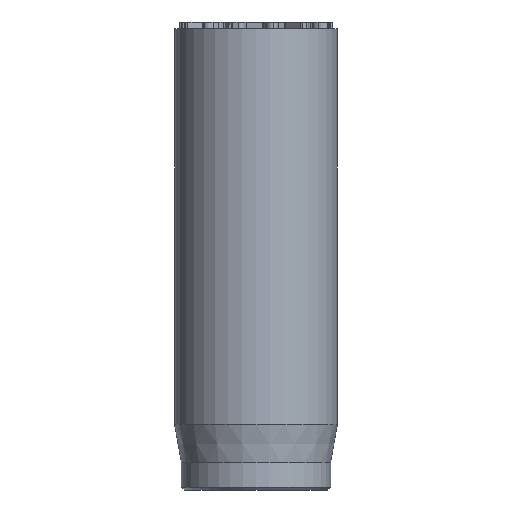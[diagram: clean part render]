
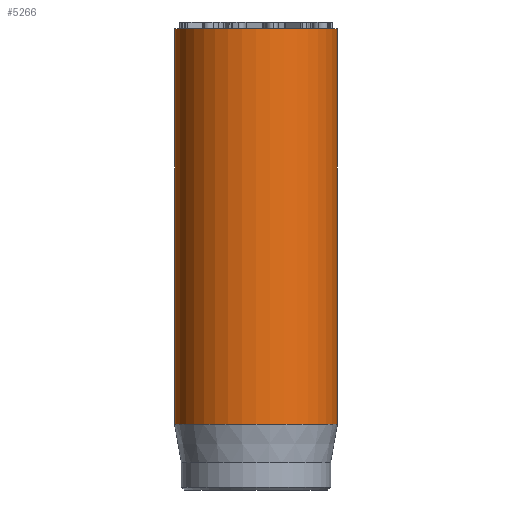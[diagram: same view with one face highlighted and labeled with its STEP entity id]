
A CAD part, front view. The second image highlights one B-rep face of the part: STEP entity #5266.
In plain terms, the highlighted cylindrical face has radius 3 mm (diameter 6 mm), a full revolution.
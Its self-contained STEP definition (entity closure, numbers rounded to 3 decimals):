
#32=CYLINDRICAL_SURFACE('',#5484,3.);
#46=CIRCLE('',#5452,3.);
#62=CIRCLE('',#5482,3.);
#63=CIRCLE('',#5483,3.);
#480=FACE_OUTER_BOUND('',#786,.T.);
#786=EDGE_LOOP('',(#4730,#4731,#4732,#4733,#4734));
#1218=LINE('',#9771,#1658);
#1658=VECTOR('',#6193,3.);
#2464=VERTEX_POINT('',#9711);
#2480=VERTEX_POINT('',#9765);
#2481=VERTEX_POINT('',#9766);
#3215=EDGE_CURVE('',#2464,#2464,#46,.T.);
#3239=EDGE_CURVE('',#2480,#2481,#62,.T.);
#3240=EDGE_CURVE('',#2481,#2480,#63,.T.);
#3242=EDGE_CURVE('',#2464,#2480,#1218,.T.);
#4730=ORIENTED_EDGE('',*,*,#3215,.T.);
#4731=ORIENTED_EDGE('',*,*,#3242,.T.);
#4732=ORIENTED_EDGE('',*,*,#3239,.T.);
#4733=ORIENTED_EDGE('',*,*,#3240,.T.);
#4734=ORIENTED_EDGE('',*,*,#3242,.F.);
#5266=ADVANCED_FACE('',(#480),#32,.T.);
#5452=AXIS2_PLACEMENT_3D('',#9712,#6118,#6119);
#5482=AXIS2_PLACEMENT_3D('',#9767,#6186,#6187);
#5483=AXIS2_PLACEMENT_3D('',#9768,#6188,#6189);
#5484=AXIS2_PLACEMENT_3D('',#9770,#6191,#6192);
#6118=DIRECTION('center_axis',(0.,0.,-1.));
#6119=DIRECTION('ref_axis',(-1.,0.,0.));
#6186=DIRECTION('center_axis',(0.,0.,1.));
#6187=DIRECTION('ref_axis',(-1.,0.,0.));
#6188=DIRECTION('center_axis',(0.,0.,1.));
#6189=DIRECTION('ref_axis',(-1.,0.,0.));
#6191=DIRECTION('center_axis',(0.,0.,1.));
#6192=DIRECTION('ref_axis',(-1.,0.,0.));
#6193=DIRECTION('',(0.,0.,-1.));
#9711=CARTESIAN_POINT('',(3.,0.,17.));
#9712=CARTESIAN_POINT('Origin',(0.,0.,17.));
#9765=CARTESIAN_POINT('',(3.,0.,2.418));
#9766=CARTESIAN_POINT('',(-3.,0.,2.418));
#9767=CARTESIAN_POINT('Origin',(0.,0.,2.418));
#9768=CARTESIAN_POINT('Origin',(0.,0.,2.418));
#9770=CARTESIAN_POINT('Origin',(0.,0.,0.));
#9771=CARTESIAN_POINT('',(3.,0.,0.));
